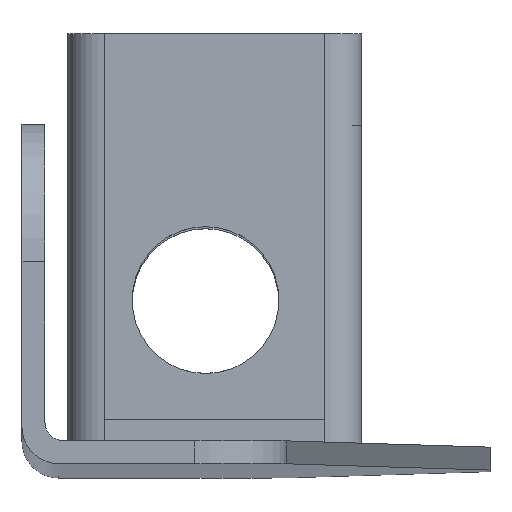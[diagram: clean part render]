
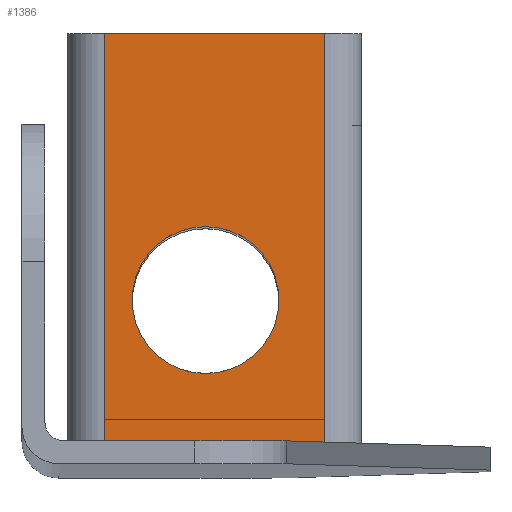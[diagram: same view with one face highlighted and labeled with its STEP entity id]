
A CAD part, top view. The second image highlights one B-rep face of the part: STEP entity #1386.
In plain terms, the highlighted planar face has unit normal (0, 0, 1).
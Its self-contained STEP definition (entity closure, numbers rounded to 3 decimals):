
#74=DIRECTION('',(1.,0.,0.));
#75=VECTOR('',#74,24.);
#76=CARTESIAN_POINT('',(9.,2.5,516.));
#77=LINE('',#76,#75);
#219=DIRECTION('',(1.,0.,0.));
#220=VECTOR('',#219,24.);
#221=CARTESIAN_POINT('',(9.,47.5,516.));
#222=LINE('',#221,#220);
#352=DIRECTION('',(0.,-1.,0.));
#353=VECTOR('',#352,45.);
#354=CARTESIAN_POINT('',(9.,47.5,516.));
#355=LINE('',#354,#353);
#356=DIRECTION('',(0.,-1.,0.));
#357=VECTOR('',#356,45.);
#358=CARTESIAN_POINT('',(33.,47.5,516.));
#359=LINE('',#358,#357);
#360=CARTESIAN_POINT('',(20.,18.5,516.));
#361=DIRECTION('',(0.,0.,1.));
#362=DIRECTION('',(0.,1.,0.));
#363=AXIS2_PLACEMENT_3D('',#360,#361,#362);
#365=CARTESIAN_POINT('',(20.,18.5,516.));
#366=DIRECTION('',(0.,0.,1.));
#367=DIRECTION('',(0.,-1.,0.));
#368=AXIS2_PLACEMENT_3D('',#365,#366,#367);
#857=CARTESIAN_POINT('',(9.,47.5,516.));
#858=VERTEX_POINT('',#857);
#859=CARTESIAN_POINT('',(9.,2.5,516.));
#860=VERTEX_POINT('',#859);
#861=CARTESIAN_POINT('',(33.,47.5,516.));
#862=CARTESIAN_POINT('',(33.,2.5,516.));
#863=VERTEX_POINT('',#861);
#864=VERTEX_POINT('',#862);
#973=CARTESIAN_POINT('',(20.,26.5,516.));
#974=CARTESIAN_POINT('',(20.,10.5,516.));
#975=VERTEX_POINT('',#973);
#976=VERTEX_POINT('',#974);
#1368=CARTESIAN_POINT('',(5.,2.5,516.));
#1369=DIRECTION('',(0.,0.,1.));
#1370=DIRECTION('',(1.,0.,0.));
#1371=AXIS2_PLACEMENT_3D('',#1368,#1369,#1370);
#1372=PLANE('',#1371);
#1374=ORIENTED_EDGE('',*,*,#1373,.F.);
#1375=ORIENTED_EDGE('',*,*,#1215,.T.);
#1376=ORIENTED_EDGE('',*,*,#1360,.T.);
#1377=ORIENTED_EDGE('',*,*,#1116,.F.);
#1378=EDGE_LOOP('',(#1374,#1375,#1376,#1377));
#1379=FACE_OUTER_BOUND('',#1378,.F.);
#1381=ORIENTED_EDGE('',*,*,#1380,.T.);
#1383=ORIENTED_EDGE('',*,*,#1382,.T.);
#1384=EDGE_LOOP('',(#1381,#1383));
#1385=FACE_BOUND('',#1384,.F.);
#1386=ADVANCED_FACE('',(#1379,#1385),#1372,.T.);
#364=CIRCLE('',#363,8.);
#369=CIRCLE('',#368,8.);
#1116=EDGE_CURVE('',#860,#864,#77,.T.);
#1215=EDGE_CURVE('',#858,#863,#222,.T.);
#1360=EDGE_CURVE('',#863,#864,#359,.T.);
#1373=EDGE_CURVE('',#858,#860,#355,.T.);
#1380=EDGE_CURVE('',#975,#976,#364,.T.);
#1382=EDGE_CURVE('',#976,#975,#369,.T.);
